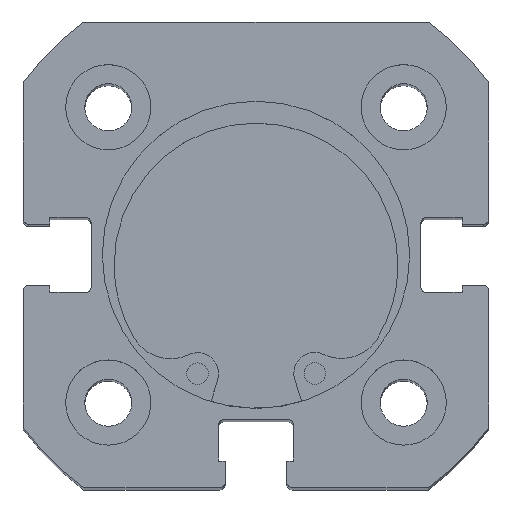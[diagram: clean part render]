
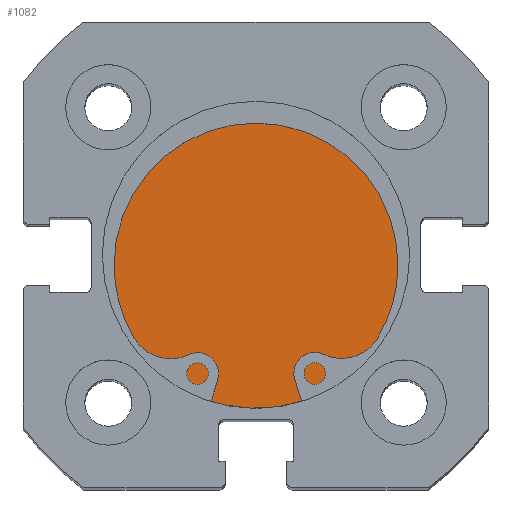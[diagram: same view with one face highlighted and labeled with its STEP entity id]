
A CAD part, top view. The second image highlights one B-rep face of the part: STEP entity #1082.
In plain terms, the highlighted face is planar.
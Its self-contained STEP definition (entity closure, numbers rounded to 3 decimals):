
#68 = DIRECTION ( 'NONE',  ( 0., 0., 1. ) ) ;
#79 = DIRECTION ( 'NONE',  ( 0., 0., 1. ) ) ;
#80 = DIRECTION ( 'NONE',  ( -1., 0., 0. ) ) ;
#82 = CARTESIAN_POINT ( 'NONE',  ( 6., 0., 0. ) ) ;
#221 = CARTESIAN_POINT ( 'NONE',  ( 6., 0., 13.5 ) ) ;
#282 = CARTESIAN_POINT ( 'NONE',  ( 6., 0., -13.5 ) ) ;
#293 = PLANE ( 'NONE',  #5600 ) ;
#407 = CARTESIAN_POINT ( 'NONE',  ( 6., 13.5, 0. ) ) ;
#432 = DIRECTION ( 'NONE',  ( -1., 0., 0. ) ) ;
#477 = CARTESIAN_POINT ( 'NONE',  ( 6., 0., 0. ) ) ;
#502 = DIRECTION ( 'NONE',  ( -1., 0., 0. ) ) ;
#503 = DIRECTION ( 'NONE',  ( 0., 0., 1. ) ) ;
#1082 = ADVANCED_FACE ( 'NONE', ( #1752 ), #293, .F. ) ;
#1173 = ORIENTED_EDGE ( 'NONE', *, *, #4999, .F. ) ;
#1179 = ORIENTED_EDGE ( 'NONE', *, *, #5032, .F. ) ;
#1752 = FACE_OUTER_BOUND ( 'NONE', #4526, .T. ) ;
#1823 = CIRCLE ( 'NONE', #5617, 13.5 ) ;
#1868 = CIRCLE ( 'NONE', #5627, 13.5 ) ;
#4526 = EDGE_LOOP ( 'NONE', ( #1179, #1173 ) ) ;
#4860 = VERTEX_POINT ( 'NONE', #282 ) ;
#4893 = VERTEX_POINT ( 'NONE', #221 ) ;
#4999 = EDGE_CURVE ( 'NONE', #4860, #4893, #1823, .T. ) ;
#5032 = EDGE_CURVE ( 'NONE', #4893, #4860, #1868, .T. ) ;
#5600 = AXIS2_PLACEMENT_3D ( 'NONE', #407, #432, #68 ) ;
#5617 = AXIS2_PLACEMENT_3D ( 'NONE', #477, #502, #503 ) ;
#5627 = AXIS2_PLACEMENT_3D ( 'NONE', #82, #80, #79 ) ;
